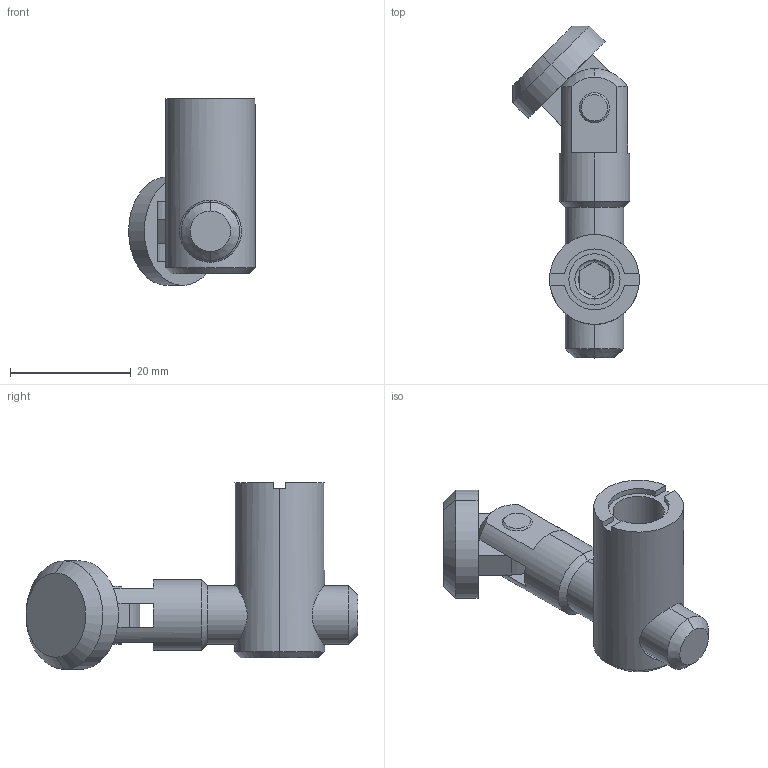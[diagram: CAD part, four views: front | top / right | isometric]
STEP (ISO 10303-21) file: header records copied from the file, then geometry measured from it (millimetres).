
FILE_DESCRIPTION (( 'STEP AP214' ), '1' );
FILE_NAME ('SNSD.30.52.06 Óãëîâîé ñîåäèíèòåëü 30-150 ãðàäóñîâ(H31), ïàç 10.STEP', '2014-12-23T13:33:10', ( 'XTreme.ws' ), ( 'XTreme.ws' ), 'SwSTEP 2.0', 'SolidWorks 2014', '' );
FILE_SCHEMA (( 'AUTOMOTIVE_DESIGN' ));
Length unit declared in the file: millimetre
Products named in the file (9): SNSD.30.50.39 栫蹞蜬H36H31; SNSD.30.50.36 眈錼襭36H31_00; SNSD.30.50.37 栺魛鳧H36H31_00; SNSD.30.50.38 鎔艜H36H31_00; SNSD.30.50.39 栫蹞蜬H36H31_00; SNSD.30.52.06  Óãëîâîé ñîåäèíèòåëü 30-150 ãðàäóñîâ(H31), ïàç 10; SNSD.30.50.36 眈錼襭36H31; SNSD.30.50.37 栺魛鳧H36H31; SNSD.30.50.38 鎔艜H36H31
Assembly tree (4 placements, depth 2):
  SNSD.30.50.39 栫蹞蜬H36H31
  SNSD.30.52.06  Óãëîâîé ñîåäèíèòåëü 30-150 ãðàäóñîâ(H31), ïàç 10
    SNSD.30.50.36 眈錼襭36H31_00
    SNSD.30.50.37 栺魛鳧H36H31_00
    SNSD.30.50.38 鎔艜H36H31_00
    SNSD.30.50.39 栫蹞蜬H36H31_00
  SNSD.30.50.36 眈錼襭36H31
  SNSD.30.50.37 栺魛鳧H36H31
  SNSD.30.50.38 鎔艜H36H31
Bounding box: 21.03 x 55.08 x 31 mm (x, y, z)
Volume: 8563.4 mm3; surface area: 6164.5 mm2
Topology: 4 solids, 4 shells, 93 faces, 221 edges, 140 vertices
Faces by surface type: plane 44, cylinder 27, cone 16, sphere 4, torus 2
Entity records: 3291 total; most frequent: CARTESIAN_POINT 788, DIRECTION 503, ORIENTED_EDGE 442, EDGE_CURVE 221, AXIS2_PLACEMENT_3D 201, VERTEX_POINT 140, EDGE_LOOP 105, LINE 101
